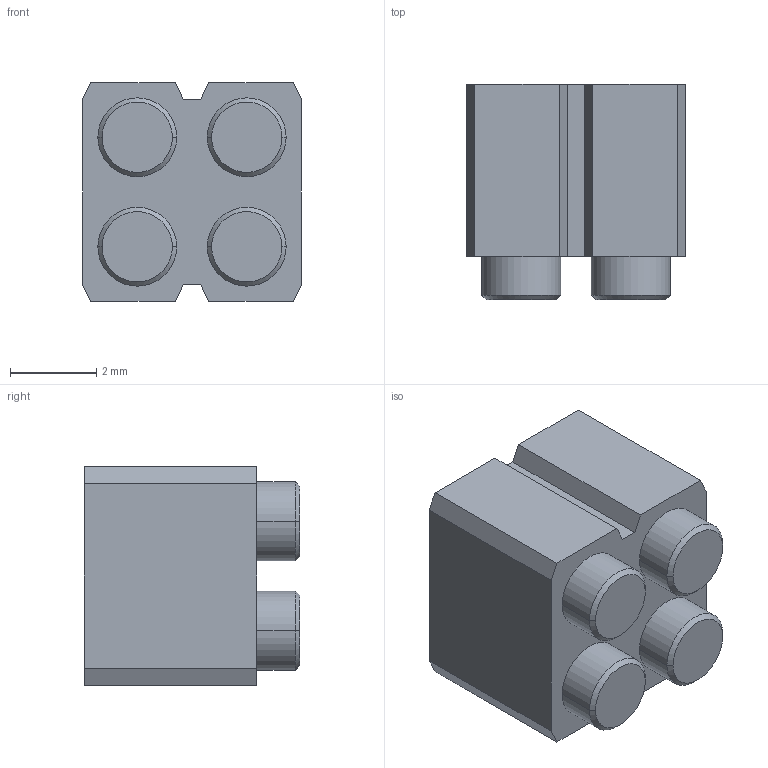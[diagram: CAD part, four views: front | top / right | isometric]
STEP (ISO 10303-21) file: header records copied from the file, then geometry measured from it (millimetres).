
FILE_DESCRIPTION(('STEP AP203'),'1');
FILE_NAME('pcb_connector_802-10-004-30-507101.stp','2022-03-25T18:08:32',('TraceParts'),('TraceParts S.A.'),'Spatial InterOp 3D',' ',' ');
FILE_SCHEMA(('CONFIG_CONTROL_DESIGN'));
Length unit declared in the file: millimetre
Products named in the file (1): 1
Bounding box: 5.08 x 5 x 5.08 mm (x, y, z)
Volume: 111.1 mm3; surface area: 156.4 mm2
Topology: 1 solids, 1 shells, 58 faces, 128 edges, 80 vertices
Faces by surface type: plane 26, cylinder 16, cone 16
Entity records: 1636 total; most frequent: DIRECTION 294, CARTESIAN_POINT 267, ORIENTED_EDGE 256, EDGE_CURVE 128, AXIS2_PLACEMENT_3D 107, VERTEX_POINT 80, LINE 80, VECTOR 80
